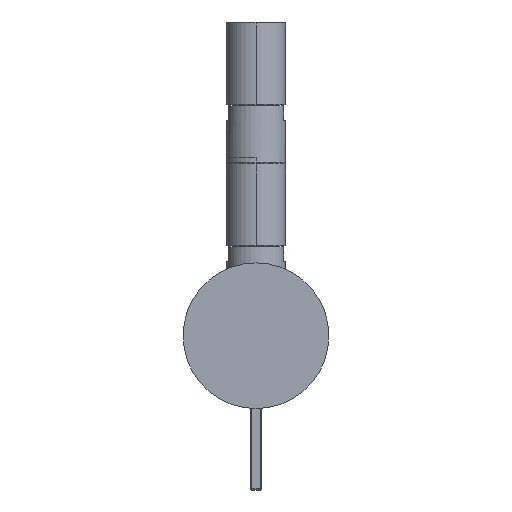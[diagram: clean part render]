
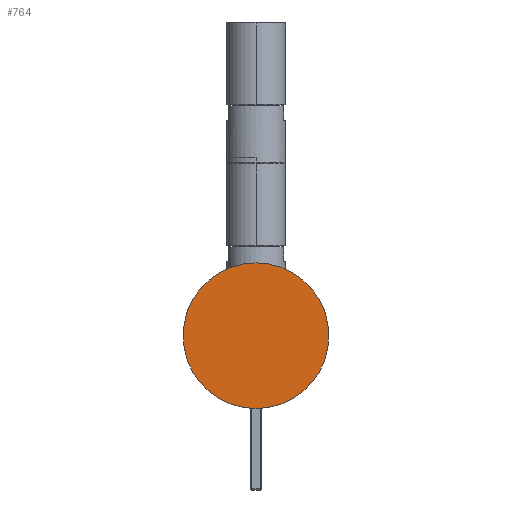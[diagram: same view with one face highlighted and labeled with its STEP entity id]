
A CAD part, front view. The second image highlights one B-rep face of the part: STEP entity #764.
In plain terms, the highlighted planar face has unit normal (0, -1, 0).
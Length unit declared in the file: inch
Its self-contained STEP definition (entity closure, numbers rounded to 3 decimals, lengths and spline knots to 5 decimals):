
#174=CARTESIAN_POINT('',(0.,0.,0.));
#175=DIRECTION('',(0.,-1.,0.));
#176=DIRECTION('',(0.,0.,-1.));
#177=AXIS2_PLACEMENT_3D('',#174,#175,#176);
#179=CARTESIAN_POINT('',(0.,0.,0.));
#180=DIRECTION('',(0.,1.,0.));
#181=DIRECTION('',(0.,0.,-1.));
#182=AXIS2_PLACEMENT_3D('',#179,#180,#181);
#471=CARTESIAN_POINT('',(0.,0.,-1.47898));
#472=CARTESIAN_POINT('',(0.,0.,1.47898));
#473=VERTEX_POINT('',#471);
#474=VERTEX_POINT('',#472);
#755=CARTESIAN_POINT('',(0.,0.,0.));
#756=DIRECTION('',(0.,1.,0.));
#757=DIRECTION('',(-1.,0.,0.));
#758=AXIS2_PLACEMENT_3D('',#755,#756,#757);
#759=PLANE('',#758);
#760=ORIENTED_EDGE('',*,*,#747,.F.);
#761=ORIENTED_EDGE('',*,*,#736,.T.);
#762=EDGE_LOOP('',(#760,#761));
#763=FACE_OUTER_BOUND('',#762,.F.);
#764=ADVANCED_FACE('',(#763),#759,.F.);
#178=CIRCLE('',#177,1.47898);
#183=CIRCLE('',#182,1.47898);
#736=EDGE_CURVE('',#473,#474,#183,.T.);
#747=EDGE_CURVE('',#473,#474,#178,.T.);
